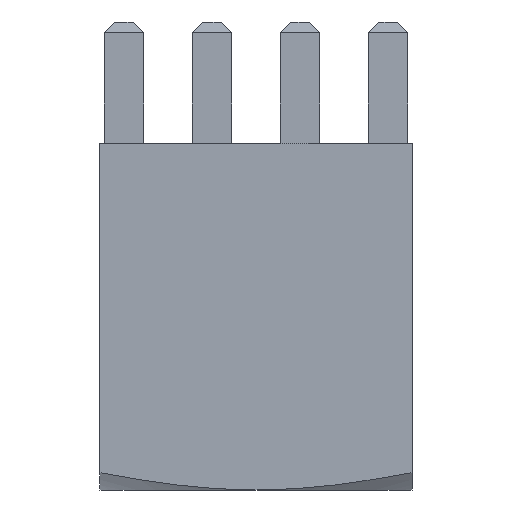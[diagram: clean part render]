
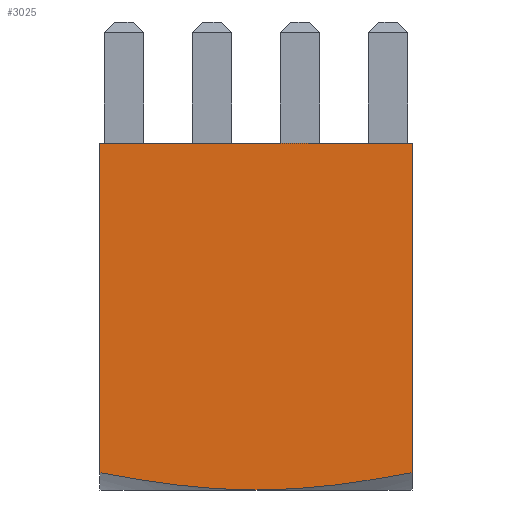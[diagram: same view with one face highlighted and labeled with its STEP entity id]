
A CAD part, left-side view. The second image highlights one B-rep face of the part: STEP entity #3025.
In plain terms, the highlighted planar face has unit normal (-1, 0, 0).
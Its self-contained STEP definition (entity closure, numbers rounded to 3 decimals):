
#13 = CARTESIAN_POINT ( 'NONE',  ( -4.5, -4.5, 0.499 ) ) ;
#30 = CARTESIAN_POINT ( 'NONE',  ( -4.5, -4.5, 10. ) ) ;
#62 = CARTESIAN_POINT ( 'NONE',  ( -4.5, 0., 0. ) ) ;
#70 = CARTESIAN_POINT ( 'NONE',  ( -4.5, 4.5, 10. ) ) ;
#78 = CARTESIAN_POINT ( 'NONE',  ( -4.5, 4.5, 0.499 ) ) ;
#385 = ORIENTED_EDGE ( 'NONE', *, *, #1888, .T. ) ;
#386 = ORIENTED_EDGE ( 'NONE', *, *, #1887, .T. ) ;
#397 = ORIENTED_EDGE ( 'NONE', *, *, #1886, .T. ) ;
#403 = ORIENTED_EDGE ( 'NONE', *, *, #3029, .F. ) ;
#404 = ORIENTED_EDGE ( 'NONE', *, *, #1889, .F. ) ;
#1023 = CARTESIAN_POINT ( 'NONE',  ( -4.5, -4.5, 10. ) ) ;
#1025 = FACE_OUTER_BOUND ( 'NONE', #3536, .T. ) ;
#1026 = PLANE ( 'NONE',  #3108 ) ;
#1029 = DIRECTION ( 'NONE',  ( 1., 0., 0. ) ) ;
#1030 = DIRECTION ( 'NONE',  ( 0., 0., -1. ) ) ;
#1033 = LINE ( 'NONE', #1045, #3094 ) ;
#1045 = CARTESIAN_POINT ( 'NONE',  ( -4.5, -4.5, 10. ) ) ;
#1046 = DIRECTION ( 'NONE',  ( 0., -1., 0. ) ) ;
#1886 = EDGE_CURVE ( 'NONE', #3441, #3449, #2935, .T. ) ;
#1887 = EDGE_CURVE ( 'NONE', #3449, #3433, #2775, .T. ) ;
#1888 = EDGE_CURVE ( 'NONE', #3433, #3383, #2770, .T. ) ;
#1889 = EDGE_CURVE ( 'NONE', #3401, #3383, #2968, .T. ) ;
#2770 = B_SPLINE_CURVE_WITH_KNOTS ( 'NONE', 3,
 ( #2941, #2957, #2971, #2973, #2975, #2976 ),
 .UNSPECIFIED., .F., .F.,
 ( 4, 2, 4 ),
 ( 0.019, 0.022, 0.024 ),
 .UNSPECIFIED. ) ;
#2775 = B_SPLINE_CURVE_WITH_KNOTS ( 'NONE', 3,
 ( #2959, #2953, #2947, #2961, #2963, #2964 ),
 .UNSPECIFIED., .F., .F.,
 ( 4, 2, 4 ),
 ( 0.015, 0.017, 0.019 ),
 .UNSPECIFIED. ) ;
#2935 = LINE ( 'NONE', #2951, #4126 ) ;
#2941 = CARTESIAN_POINT ( 'NONE',  ( -4.5, 0., 0. ) ) ;
#2947 = CARTESIAN_POINT ( 'NONE',  ( -4.5, 3.01, 0.234 ) ) ;
#2951 = CARTESIAN_POINT ( 'NONE',  ( -4.5, 4.5, 10. ) ) ;
#2953 = CARTESIAN_POINT ( 'NONE',  ( -4.5, 3.757, 0.359 ) ) ;
#2955 = DIRECTION ( 'NONE',  ( 0., 0., -1. ) ) ;
#2957 = CARTESIAN_POINT ( 'NONE',  ( -4.5, -0.753, 0. ) ) ;
#2959 = CARTESIAN_POINT ( 'NONE',  ( -4.5, 4.5, 0.499 ) ) ;
#2961 = CARTESIAN_POINT ( 'NONE',  ( -4.5, 1.503, 0.053 ) ) ;
#2963 = CARTESIAN_POINT ( 'NONE',  ( -4.5, 0.751, 0. ) ) ;
#2964 = CARTESIAN_POINT ( 'NONE',  ( -4.5, 0., 0. ) ) ;
#2968 = LINE ( 'NONE', #3182, #4128 ) ;
#2971 = CARTESIAN_POINT ( 'NONE',  ( -4.5, -1.504, 0.053 ) ) ;
#2973 = CARTESIAN_POINT ( 'NONE',  ( -4.5, -3.004, 0.233 ) ) ;
#2975 = CARTESIAN_POINT ( 'NONE',  ( -4.5, -3.755, 0.358 ) ) ;
#2976 = CARTESIAN_POINT ( 'NONE',  ( -4.5, -4.5, 0.499 ) ) ;
#3025 = ADVANCED_FACE ( 'NONE', ( #1025 ), #1026, .F. ) ;
#3029 = EDGE_CURVE ( 'NONE', #3441, #3401, #1033, .T. ) ;
#3094 = VECTOR ( 'NONE', #1046, 1000. ) ;
#3108 = AXIS2_PLACEMENT_3D ( 'NONE', #1023, #1029, #1030 ) ;
#3182 = CARTESIAN_POINT ( 'NONE',  ( -4.5, -4.5, 10. ) ) ;
#3183 = DIRECTION ( 'NONE',  ( 0., 0., -1. ) ) ;
#3383 = VERTEX_POINT ( 'NONE', #13 ) ;
#3401 = VERTEX_POINT ( 'NONE', #30 ) ;
#3433 = VERTEX_POINT ( 'NONE', #62 ) ;
#3441 = VERTEX_POINT ( 'NONE', #70 ) ;
#3449 = VERTEX_POINT ( 'NONE', #78 ) ;
#3536 = EDGE_LOOP ( 'NONE', ( #397, #386, #385, #404, #403 ) ) ;
#4126 = VECTOR ( 'NONE', #2955, 1000. ) ;
#4128 = VECTOR ( 'NONE', #3183, 1000. ) ;
